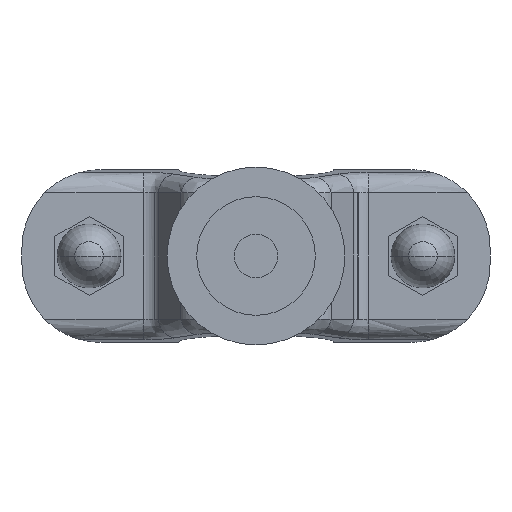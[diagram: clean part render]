
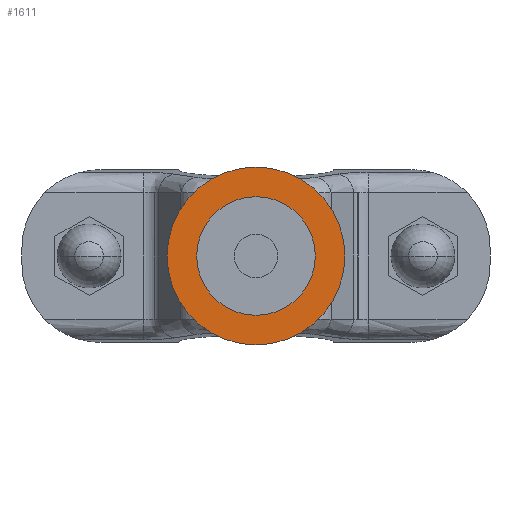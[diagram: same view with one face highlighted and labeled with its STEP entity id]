
A CAD part, front view. The second image highlights one B-rep face of the part: STEP entity #1611.
In plain terms, the highlighted planar face has unit normal (0, -1, 0).
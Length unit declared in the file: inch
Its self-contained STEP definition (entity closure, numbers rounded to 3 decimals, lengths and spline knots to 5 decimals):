
#199 = CARTESIAN_POINT ( 'NONE',  ( 0., -1.84214, 0. ) ) ;
#235 = CARTESIAN_POINT ( 'NONE',  ( 0., -1.84214, 0. ) ) ;
#287 = PLANE ( 'NONE',  #3631 ) ;
#550 = DIRECTION ( 'NONE',  ( 0., 1., 0. ) ) ;
#610 = AXIS2_PLACEMENT_3D ( 'NONE', #235, #4531, #2038 ) ;
#734 = AXIS2_PLACEMENT_3D ( 'NONE', #790, #1142, #3685 ) ;
#735 = CIRCLE ( 'NONE', #2235, 0.57 ) ;
#790 = CARTESIAN_POINT ( 'NONE',  ( 0., -1.84214, 0. ) ) ;
#1093 = EDGE_LOOP ( 'NONE', ( #3711, #2957 ) ) ;
#1128 = FACE_OUTER_BOUND ( 'NONE', #1093, .T. ) ;
#1142 = DIRECTION ( 'NONE',  ( 0., 1., 0. ) ) ;
#1327 = ORIENTED_EDGE ( 'NONE', *, *, #3131, .T. ) ;
#1491 = VERTEX_POINT ( 'NONE', #2907 ) ;
#1611 = ADVANCED_FACE ( 'NONE', ( #2142, #1128 ), #287, .T. ) ;
#1985 = CARTESIAN_POINT ( 'NONE',  ( 0., -1.84214, 0.57 ) ) ;
#2038 = DIRECTION ( 'NONE',  ( 0., 0., 1. ) ) ;
#2063 = VERTEX_POINT ( 'NONE', #4221 ) ;
#2142 = FACE_BOUND ( 'NONE', #3632, .T. ) ;
#2235 = AXIS2_PLACEMENT_3D ( 'NONE', #4490, #550, #2673 ) ;
#2293 = CIRCLE ( 'NONE', #610, 0.38 ) ;
#2598 = VERTEX_POINT ( 'NONE', #3512 ) ;
#2673 = DIRECTION ( 'NONE',  ( 0., 0., 1. ) ) ;
#2793 = CIRCLE ( 'NONE', #3308, 0.38 ) ;
#2905 = EDGE_CURVE ( 'NONE', #4235, #1491, #3222, .T. ) ;
#2907 = CARTESIAN_POINT ( 'NONE',  ( 0., -1.84214, -0.57 ) ) ;
#2957 = ORIENTED_EDGE ( 'NONE', *, *, #2967, .F. ) ;
#2967 = EDGE_CURVE ( 'NONE', #1491, #4235, #735, .T. ) ;
#3073 = DIRECTION ( 'NONE',  ( 0., 1., 0. ) ) ;
#3131 = EDGE_CURVE ( 'NONE', #2598, #2063, #2793, .T. ) ;
#3222 = CIRCLE ( 'NONE', #734, 0.57 ) ;
#3308 = AXIS2_PLACEMENT_3D ( 'NONE', #199, #3073, #3506 ) ;
#3316 = ORIENTED_EDGE ( 'NONE', *, *, #3542, .T. ) ;
#3506 = DIRECTION ( 'NONE',  ( 0., 0., 1. ) ) ;
#3512 = CARTESIAN_POINT ( 'NONE',  ( 0., -1.84214, -0.38 ) ) ;
#3542 = EDGE_CURVE ( 'NONE', #2063, #2598, #2293, .T. ) ;
#3631 = AXIS2_PLACEMENT_3D ( 'NONE', #4318, #4701, #3916 ) ;
#3632 = EDGE_LOOP ( 'NONE', ( #3316, #1327 ) ) ;
#3685 = DIRECTION ( 'NONE',  ( 0., 0., 1. ) ) ;
#3711 = ORIENTED_EDGE ( 'NONE', *, *, #2905, .F. ) ;
#3916 = DIRECTION ( 'NONE',  ( 0., 0., -1. ) ) ;
#4221 = CARTESIAN_POINT ( 'NONE',  ( 0., -1.84214, 0.38 ) ) ;
#4235 = VERTEX_POINT ( 'NONE', #1985 ) ;
#4318 = CARTESIAN_POINT ( 'NONE',  ( -0.38, -1.84214, 0. ) ) ;
#4490 = CARTESIAN_POINT ( 'NONE',  ( 0., -1.84214, 0. ) ) ;
#4531 = DIRECTION ( 'NONE',  ( 0., 1., 0. ) ) ;
#4701 = DIRECTION ( 'NONE',  ( 0., -1., 0. ) ) ;
